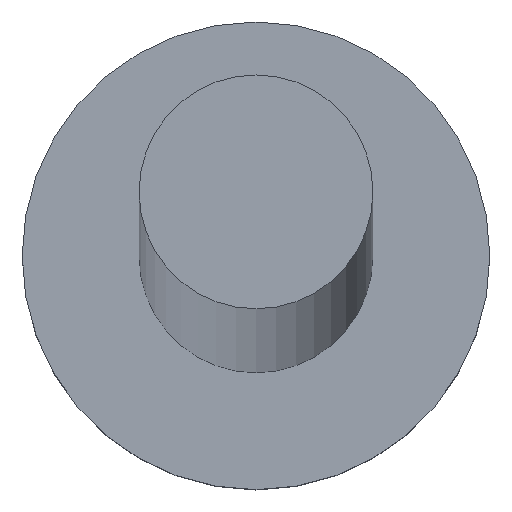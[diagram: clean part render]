
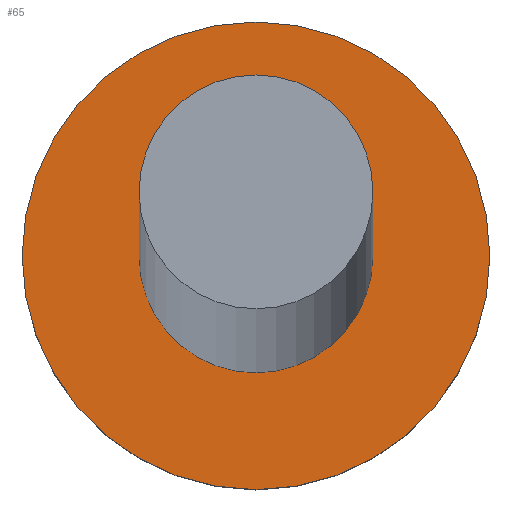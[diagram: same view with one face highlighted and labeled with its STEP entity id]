
A CAD part, top view. The second image highlights one B-rep face of the part: STEP entity #65.
In plain terms, the highlighted planar face has unit normal (0, 0, 1).
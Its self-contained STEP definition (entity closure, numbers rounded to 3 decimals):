
#6 = VERTEX_POINT ( 'NONE', #226 ) ;
#7 = EDGE_CURVE ( 'NONE', #6, #95, #36, .T. ) ;
#16 = EDGE_CURVE ( 'NONE', #207, #49, #190, .T. ) ;
#25 = EDGE_CURVE ( 'NONE', #95, #6, #57, .T. ) ;
#26 = DIRECTION ( 'NONE',  ( 1., 0., 0. ) ) ;
#32 = AXIS2_PLACEMENT_3D ( 'NONE', #109, #67, #250 ) ;
#36 = CIRCLE ( 'NONE', #176, 2. ) ;
#43 = EDGE_CURVE ( 'NONE', #49, #207, #156, .T. ) ;
#45 = CARTESIAN_POINT ( 'NONE',  ( -4., 0., 3. ) ) ;
#49 = VERTEX_POINT ( 'NONE', #197 ) ;
#52 = CARTESIAN_POINT ( 'NONE',  ( 0., 0., 3. ) ) ;
#53 = FACE_BOUND ( 'NONE', #210, .T. ) ;
#57 = CIRCLE ( 'NONE', #205, 2. ) ;
#62 = CARTESIAN_POINT ( 'NONE',  ( -2., 0., 3. ) ) ;
#65 = ADVANCED_FACE ( 'NONE', ( #53, #78 ), #173, .T. ) ;
#67 = DIRECTION ( 'NONE',  ( 0., 0., 1. ) ) ;
#72 = CARTESIAN_POINT ( 'NONE',  ( 0., 0., 3. ) ) ;
#73 = AXIS2_PLACEMENT_3D ( 'NONE', #52, #98, #141 ) ;
#78 = FACE_OUTER_BOUND ( 'NONE', #241, .T. ) ;
#79 = DIRECTION ( 'NONE',  ( 0., 0., 1. ) ) ;
#92 = ORIENTED_EDGE ( 'NONE', *, *, #7, .F. ) ;
#95 = VERTEX_POINT ( 'NONE', #62 ) ;
#98 = DIRECTION ( 'NONE',  ( 0., 0., 1. ) ) ;
#109 = CARTESIAN_POINT ( 'NONE',  ( 0., 0., 3. ) ) ;
#127 = ORIENTED_EDGE ( 'NONE', *, *, #43, .T. ) ;
#128 = CARTESIAN_POINT ( 'NONE',  ( 0., 0., 3. ) ) ;
#141 = DIRECTION ( 'NONE',  ( 1., 0., 0. ) ) ;
#152 = ORIENTED_EDGE ( 'NONE', *, *, #16, .T. ) ;
#156 = CIRCLE ( 'NONE', #73, 4. ) ;
#170 = DIRECTION ( 'NONE',  ( 0., 0., 1. ) ) ;
#173 = PLANE ( 'NONE',  #252 ) ;
#176 = AXIS2_PLACEMENT_3D ( 'NONE', #128, #170, #26 ) ;
#178 = CARTESIAN_POINT ( 'NONE',  ( 0., 0., 3. ) ) ;
#188 = ORIENTED_EDGE ( 'NONE', *, *, #25, .F. ) ;
#190 = CIRCLE ( 'NONE', #32, 4. ) ;
#193 = DIRECTION ( 'NONE',  ( 0., 0., 1. ) ) ;
#197 = CARTESIAN_POINT ( 'NONE',  ( 4., 0., 3. ) ) ;
#205 = AXIS2_PLACEMENT_3D ( 'NONE', #178, #79, #229 ) ;
#207 = VERTEX_POINT ( 'NONE', #45 ) ;
#210 = EDGE_LOOP ( 'NONE', ( #188, #92 ) ) ;
#226 = CARTESIAN_POINT ( 'NONE',  ( 2., 0., 3. ) ) ;
#229 = DIRECTION ( 'NONE',  ( 1., 0., 0. ) ) ;
#241 = EDGE_LOOP ( 'NONE', ( #152, #127 ) ) ;
#242 = DIRECTION ( 'NONE',  ( 1., 0., 0. ) ) ;
#250 = DIRECTION ( 'NONE',  ( 1., 0., 0. ) ) ;
#252 = AXIS2_PLACEMENT_3D ( 'NONE', #72, #193, #242 ) ;
